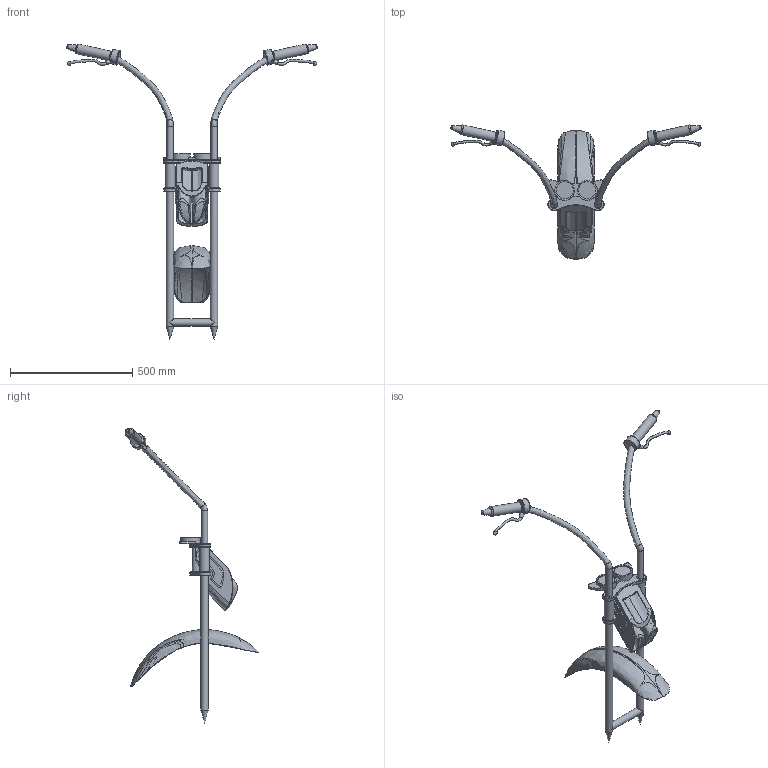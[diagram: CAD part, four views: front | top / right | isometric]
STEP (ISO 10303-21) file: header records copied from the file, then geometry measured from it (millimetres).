
FILE_DESCRIPTION(/* description */ ('STEP AP242','CAx-IF Rec.Pracs.---Representation and Presentation of Product Manufacturing Information (PMI)---4.0---2014-10-13','CAx-IF Rec.Pracs.---3D Tessellated Geometry---0.4---2014-09-14','2;1'),/* implementation_level */ '2;1');
FILE_NAME(/* name */ '67186c183be4ee27e5b3a031',/* time_stamp */ '2024-10-23T03:23:05Z',/* author */ (''),/* organization */ (''),/* preprocessor_version */ 'ST-DEVELOPER v20',/* originating_system */ ' ',/* authorisation */ ' ');
FILE_SCHEMA (('AP242_MANAGED_MODEL_BASED_3D_ENGINEERING_MIM_LF { 1 0 10303 442 1 1 4 }'));
Length unit declared in the file: metre
Products named in the file (1): Part 1
Bounding box: 1021.96 x 547.15 x 1208.28 mm (x, y, z)
Volume: 5841050.9 mm3; surface area: 870006.1 mm2
Topology: 1 solids, 1 shells, 328 faces, 860 edges, 529 vertices
Faces by surface type: bspline 119, cylinder 86, plane 77, torus 29, sphere 9, cone 8
Full cylindrical faces by diameter (mm): 20 x2, 25 x2, 30 x6, 40 x4, 60 x2, 70 x2, 80 x2
Entity records: 24388 total; most frequent: CARTESIAN_POINT 15997, ORIENTED_EDGE 1526, DIRECTION 1159, EDGE_CURVE 763, VERTEX_POINT 494, AXIS2_PLACEMENT_3D 469, FACE_BOUND 401, EDGE_LOOP 399
